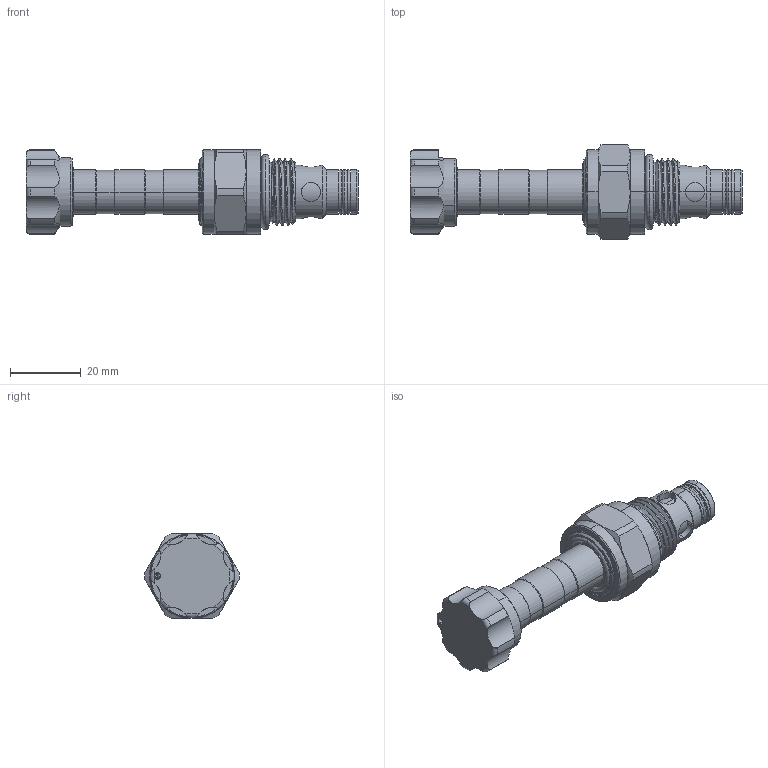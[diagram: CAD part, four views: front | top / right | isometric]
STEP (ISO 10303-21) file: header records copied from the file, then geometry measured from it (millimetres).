
FILE_DESCRIPTION (( 'STEP AP203' ), '1' );
FILE_NAME ('EP08W2A09N05.STEP', '2016-08-15T01:08:25', ( '' ), ( '' ), 'SwSTEP 2.0', 'SolidWorks 2012', '' );
FILE_SCHEMA (( 'CONFIG_CONTROL_DESIGN' ));
Length unit declared in the file: millimetre
Products named in the file (1): EP08W2A09N05
Bounding box: 93.75 x 26.69 x 24 mm (x, y, z)
Volume: 21505.6 mm3; surface area: 8867.8 mm2
Topology: 7 solids, 7 shells, 207 faces, 485 edges, 300 vertices
Faces by surface type: cylinder 101, cone 46, plane 29, torus 26, bspline 5
Entity records: 12196 total; most frequent: CARTESIAN_POINT 7456, DIRECTION 994, ORIENTED_EDGE 970, EDGE_CURVE 485, AXIS2_PLACEMENT_3D 429, VERTEX_POINT 300, EDGE_LOOP 229, CIRCLE 226
